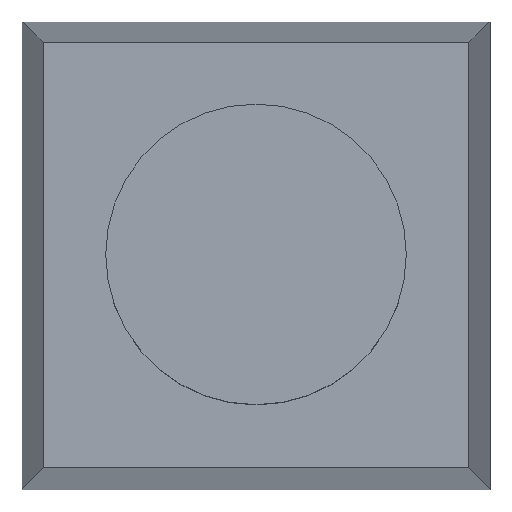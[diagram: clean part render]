
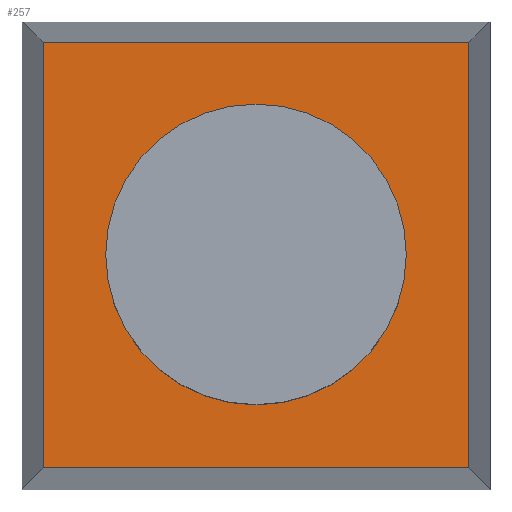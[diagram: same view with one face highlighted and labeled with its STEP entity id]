
A CAD part, top view. The second image highlights one B-rep face of the part: STEP entity #257.
In plain terms, the highlighted planar face has unit normal (0, 0, 1).
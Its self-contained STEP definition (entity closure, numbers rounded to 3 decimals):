
#32 = B_SPLINE_SURFACE_WITH_KNOTS('',1,1,(
    (#33,#34)
    ,(#35,#36
    )),.UNSPECIFIED.,.F.,.F.,.F.,(2,2),(2,2),(0.,0.09),(0.
    ,1.),.PIECEWISE_BEZIER_KNOTS.);
#33 = CARTESIAN_POINT('',(0.045,0.045,0.));
#34 = CARTESIAN_POINT('',(0.041,0.041,0.15));
#35 = CARTESIAN_POINT('',(-0.045,0.045,0.));
#36 = CARTESIAN_POINT('',(-0.041,0.041,0.15));
#57 = VERTEX_POINT('',#58);
#58 = CARTESIAN_POINT('',(-0.041,0.041,0.15));
#71 = B_SPLINE_SURFACE_WITH_KNOTS('',1,1,(
    (#72,#73)
    ,(#74,#75
    )),.UNSPECIFIED.,.F.,.F.,.F.,(2,2),(2,2),(0.,0.09),(0.
    ,1.),.PIECEWISE_BEZIER_KNOTS.);
#72 = CARTESIAN_POINT('',(-0.045,0.045,0.));
#73 = CARTESIAN_POINT('',(-0.041,0.041,0.15));
#74 = CARTESIAN_POINT('',(-0.045,-0.045,0.));
#75 = CARTESIAN_POINT('',(-0.041,-0.041,0.15)
  );
#83 = EDGE_CURVE('',#84,#57,#86,.T.);
#84 = VERTEX_POINT('',#85);
#85 = CARTESIAN_POINT('',(0.041,0.041,0.15));
#86 = SURFACE_CURVE('',#87,(#91,#97),.PCURVE_S1.);
#87 = LINE('',#88,#89);
#88 = CARTESIAN_POINT('',(0.041,0.041,0.15));
#89 = VECTOR('',#90,1.);
#90 = DIRECTION('',(-1.,0.,0.));
#91 = PCURVE('',#32,#92);
#92 = DEFINITIONAL_REPRESENTATION('',(#93),#96);
#93 = B_SPLINE_CURVE_WITH_KNOTS('',1,(#94,#95),.UNSPECIFIED.,.F.,.F.,(2,
    2),(0.,0.082),.PIECEWISE_BEZIER_KNOTS.);
#94 = CARTESIAN_POINT('',(0.,1.));
#95 = CARTESIAN_POINT('',(0.09,1.));
#96 = ( GEOMETRIC_REPRESENTATION_CONTEXT(2) 
PARAMETRIC_REPRESENTATION_CONTEXT() REPRESENTATION_CONTEXT('2D SPACE',''
  ) );
#97 = PCURVE('',#98,#103);
#98 = PLANE('',#99);
#99 = AXIS2_PLACEMENT_3D('',#100,#101,#102);
#100 = CARTESIAN_POINT('',(0.041,0.041,0.15));
#101 = DIRECTION('',(-0.,0.,-1.));
#102 = DIRECTION('',(-0.707,-0.707,0.));
#103 = DEFINITIONAL_REPRESENTATION('',(#104),#108);
#104 = LINE('',#105,#106);
#105 = CARTESIAN_POINT('',(0.,0.));
#106 = VECTOR('',#107,1.);
#107 = DIRECTION('',(0.707,0.707));
#108 = ( GEOMETRIC_REPRESENTATION_CONTEXT(2) 
PARAMETRIC_REPRESENTATION_CONTEXT() REPRESENTATION_CONTEXT('2D SPACE',''
  ) );
#123 = B_SPLINE_SURFACE_WITH_KNOTS('',1,1,(
    (#124,#125)
    ,(#126,#127
    )),.UNSPECIFIED.,.F.,.F.,.F.,(2,2),(2,2),(0.,0.09),(0.
    ,1.),.PIECEWISE_BEZIER_KNOTS.);
#124 = CARTESIAN_POINT('',(0.045,-0.045,0.));
#125 = CARTESIAN_POINT('',(0.041,-0.041,0.15)
  );
#126 = CARTESIAN_POINT('',(0.045,0.045,0.));
#127 = CARTESIAN_POINT('',(0.041,0.041,0.15));
#178 = B_SPLINE_SURFACE_WITH_KNOTS('',1,1,(
    (#179,#180)
    ,(#181,#182
    )),.UNSPECIFIED.,.F.,.F.,.F.,(2,2),(2,2),(0.,0.09),(0.
    ,1.),.PIECEWISE_BEZIER_KNOTS.);
#179 = CARTESIAN_POINT('',(-0.045,-0.045,0.));
#180 = CARTESIAN_POINT('',(-0.041,-0.041,0.15)
  );
#181 = CARTESIAN_POINT('',(0.045,-0.045,0.));
#182 = CARTESIAN_POINT('',(0.041,-0.041,0.15)
  );
#216 = VERTEX_POINT('',#217);
#217 = CARTESIAN_POINT('',(-0.041,-0.041,0.15)
  );
#237 = EDGE_CURVE('',#57,#216,#238,.T.);
#238 = SURFACE_CURVE('',#239,(#243,#249),.PCURVE_S1.);
#239 = LINE('',#240,#241);
#240 = CARTESIAN_POINT('',(-0.041,0.041,0.15)
  );
#241 = VECTOR('',#242,1.);
#242 = DIRECTION('',(0.,-1.,0.));
#243 = PCURVE('',#71,#244);
#244 = DEFINITIONAL_REPRESENTATION('',(#245),#248);
#245 = B_SPLINE_CURVE_WITH_KNOTS('',1,(#246,#247),.UNSPECIFIED.,.F.,.F.,
  (2,2),(0.,0.082),.PIECEWISE_BEZIER_KNOTS.);
#246 = CARTESIAN_POINT('',(0.,1.));
#247 = CARTESIAN_POINT('',(0.09,1.));
#248 = ( GEOMETRIC_REPRESENTATION_CONTEXT(2) 
PARAMETRIC_REPRESENTATION_CONTEXT() REPRESENTATION_CONTEXT('2D SPACE',''
  ) );
#249 = PCURVE('',#98,#250);
#250 = DEFINITIONAL_REPRESENTATION('',(#251),#255);
#251 = LINE('',#252,#253);
#252 = CARTESIAN_POINT('',(0.058,0.058));
#253 = VECTOR('',#254,1.);
#254 = DIRECTION('',(0.707,-0.707));
#255 = ( GEOMETRIC_REPRESENTATION_CONTEXT(2) 
PARAMETRIC_REPRESENTATION_CONTEXT() REPRESENTATION_CONTEXT('2D SPACE',''
  ) );
#257 = ADVANCED_FACE('',(#258,#304),#98,.F.);
#258 = FACE_BOUND('',#259,.F.);
#259 = EDGE_LOOP('',(#260,#261,#283,#303));
#260 = ORIENTED_EDGE('',*,*,#83,.F.);
#261 = ORIENTED_EDGE('',*,*,#262,.F.);
#262 = EDGE_CURVE('',#263,#84,#265,.T.);
#263 = VERTEX_POINT('',#264);
#264 = CARTESIAN_POINT('',(0.041,-0.041,0.15)
  );
#265 = SURFACE_CURVE('',#266,(#270,#277),.PCURVE_S1.);
#266 = LINE('',#267,#268);
#267 = CARTESIAN_POINT('',(0.041,-0.041,0.15)
  );
#268 = VECTOR('',#269,1.);
#269 = DIRECTION('',(0.,1.,0.));
#270 = PCURVE('',#98,#271);
#271 = DEFINITIONAL_REPRESENTATION('',(#272),#276);
#272 = LINE('',#273,#274);
#273 = CARTESIAN_POINT('',(0.058,-0.058));
#274 = VECTOR('',#275,1.);
#275 = DIRECTION('',(-0.707,0.707));
#276 = ( GEOMETRIC_REPRESENTATION_CONTEXT(2) 
PARAMETRIC_REPRESENTATION_CONTEXT() REPRESENTATION_CONTEXT('2D SPACE',''
  ) );
#277 = PCURVE('',#123,#278);
#278 = DEFINITIONAL_REPRESENTATION('',(#279),#282);
#279 = B_SPLINE_CURVE_WITH_KNOTS('',1,(#280,#281),.UNSPECIFIED.,.F.,.F.,
  (2,2),(0.,0.082),.PIECEWISE_BEZIER_KNOTS.);
#280 = CARTESIAN_POINT('',(0.,1.));
#281 = CARTESIAN_POINT('',(0.09,1.));
#282 = ( GEOMETRIC_REPRESENTATION_CONTEXT(2) 
PARAMETRIC_REPRESENTATION_CONTEXT() REPRESENTATION_CONTEXT('2D SPACE',''
  ) );
#283 = ORIENTED_EDGE('',*,*,#284,.F.);
#284 = EDGE_CURVE('',#216,#263,#285,.T.);
#285 = SURFACE_CURVE('',#286,(#290,#297),.PCURVE_S1.);
#286 = LINE('',#287,#288);
#287 = CARTESIAN_POINT('',(-0.041,-0.041,0.15)
  );
#288 = VECTOR('',#289,1.);
#289 = DIRECTION('',(1.,0.,0.));
#290 = PCURVE('',#98,#291);
#291 = DEFINITIONAL_REPRESENTATION('',(#292),#296);
#292 = LINE('',#293,#294);
#293 = CARTESIAN_POINT('',(0.116,0.));
#294 = VECTOR('',#295,1.);
#295 = DIRECTION('',(-0.707,-0.707));
#296 = ( GEOMETRIC_REPRESENTATION_CONTEXT(2) 
PARAMETRIC_REPRESENTATION_CONTEXT() REPRESENTATION_CONTEXT('2D SPACE',''
  ) );
#297 = PCURVE('',#178,#298);
#298 = DEFINITIONAL_REPRESENTATION('',(#299),#302);
#299 = B_SPLINE_CURVE_WITH_KNOTS('',1,(#300,#301),.UNSPECIFIED.,.F.,.F.,
  (2,2),(0.,0.082),.PIECEWISE_BEZIER_KNOTS.);
#300 = CARTESIAN_POINT('',(0.,1.));
#301 = CARTESIAN_POINT('',(0.09,1.));
#302 = ( GEOMETRIC_REPRESENTATION_CONTEXT(2) 
PARAMETRIC_REPRESENTATION_CONTEXT() REPRESENTATION_CONTEXT('2D SPACE',''
  ) );
#303 = ORIENTED_EDGE('',*,*,#237,.F.);
#304 = FACE_BOUND('',#305,.F.);
#305 = EDGE_LOOP('',(#306));
#306 = ORIENTED_EDGE('',*,*,#307,.T.);
#307 = EDGE_CURVE('',#308,#308,#310,.T.);
#308 = VERTEX_POINT('',#309);
#309 = CARTESIAN_POINT('',(0.029,0.,0.15));
#310 = SURFACE_CURVE('',#311,(#316,#327),.PCURVE_S1.);
#311 = CIRCLE('',#312,0.029);
#312 = AXIS2_PLACEMENT_3D('',#313,#314,#315);
#313 = CARTESIAN_POINT('',(0.,0.,0.15));
#314 = DIRECTION('',(0.,0.,1.));
#315 = DIRECTION('',(1.,0.,0.));
#316 = PCURVE('',#98,#317);
#317 = DEFINITIONAL_REPRESENTATION('',(#318),#326);
#318 = ( BOUNDED_CURVE() B_SPLINE_CURVE(2,(#319,#320,#321,#322,#323,#324
,#325),.UNSPECIFIED.,.T.,.F.) B_SPLINE_CURVE_WITH_KNOTS((1,2,2,2,2,1),(
    -2.094,0.,2.094,4.189,6.283,
8.378),.UNSPECIFIED.) CURVE() GEOMETRIC_REPRESENTATION_ITEM() 
RATIONAL_B_SPLINE_CURVE((1.,0.5,1.,0.5,1.,0.5,1.)) REPRESENTATION_ITEM(
  '') );
#319 = CARTESIAN_POINT('',(0.038,-0.021));
#320 = CARTESIAN_POINT('',(0.002,0.015));
#321 = CARTESIAN_POINT('',(0.051,0.028));
#322 = CARTESIAN_POINT('',(0.099,0.041));
#323 = CARTESIAN_POINT('',(0.086,-0.008));
#324 = CARTESIAN_POINT('',(0.073,-0.056));
#325 = CARTESIAN_POINT('',(0.038,-0.021));
#326 = ( GEOMETRIC_REPRESENTATION_CONTEXT(2) 
PARAMETRIC_REPRESENTATION_CONTEXT() REPRESENTATION_CONTEXT('2D SPACE',''
  ) );
#327 = PCURVE('',#328,#333);
#328 = CYLINDRICAL_SURFACE('',#329,0.029);
#329 = AXIS2_PLACEMENT_3D('',#330,#331,#332);
#330 = CARTESIAN_POINT('',(0.,0.,0.15));
#331 = DIRECTION('',(-0.,-0.,-1.));
#332 = DIRECTION('',(1.,0.,0.));
#333 = DEFINITIONAL_REPRESENTATION('',(#334),#338);
#334 = LINE('',#335,#336);
#335 = CARTESIAN_POINT('',(-0.,0.));
#336 = VECTOR('',#337,1.);
#337 = DIRECTION('',(-1.,0.));
#338 = ( GEOMETRIC_REPRESENTATION_CONTEXT(2) 
PARAMETRIC_REPRESENTATION_CONTEXT() REPRESENTATION_CONTEXT('2D SPACE',''
  ) );
